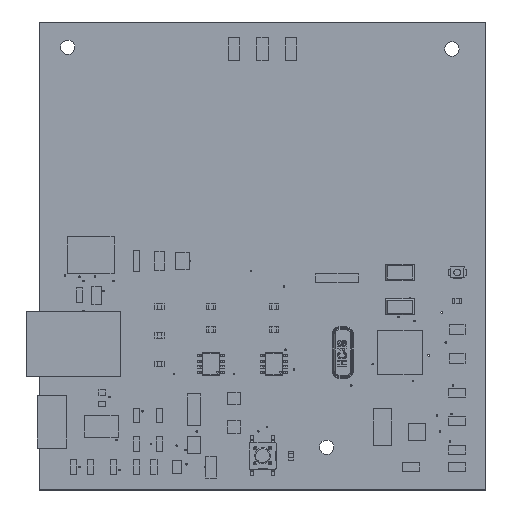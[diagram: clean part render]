
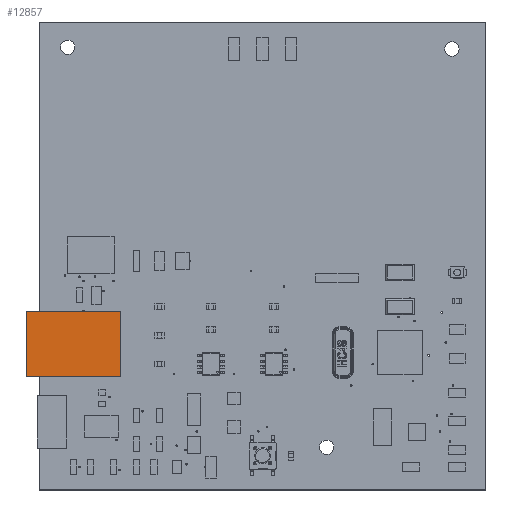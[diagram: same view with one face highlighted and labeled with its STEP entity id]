
A CAD part, top view. The second image highlights one B-rep face of the part: STEP entity #12857.
In plain terms, the highlighted planar face has unit normal (0, 0, 1).
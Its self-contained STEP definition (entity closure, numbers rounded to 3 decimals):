
#1221=PLANE('',#14220);
#1876=FACE_OUTER_BOUND('',#2722,.T.);
#2722=EDGE_LOOP('',(#11331,#11332,#11333,#11334));
#3868=LINE('',#22295,#5202);
#3869=LINE('',#22297,#5203);
#3870=LINE('',#22299,#5204);
#3871=LINE('',#22300,#5205);
#5202=VECTOR('',#17081,10.);
#5203=VECTOR('',#17082,10.);
#5204=VECTOR('',#17083,10.);
#5205=VECTOR('',#17084,10.);
#6756=VERTEX_POINT('',#22293);
#6757=VERTEX_POINT('',#22294);
#6758=VERTEX_POINT('',#22296);
#6759=VERTEX_POINT('',#22298);
#8320=EDGE_CURVE('',#6756,#6757,#3868,.T.);
#8321=EDGE_CURVE('',#6757,#6758,#3869,.T.);
#8322=EDGE_CURVE('',#6758,#6759,#3870,.T.);
#8323=EDGE_CURVE('',#6759,#6756,#3871,.T.);
#11331=ORIENTED_EDGE('',*,*,#8320,.T.);
#11332=ORIENTED_EDGE('',*,*,#8321,.T.);
#11333=ORIENTED_EDGE('',*,*,#8322,.T.);
#11334=ORIENTED_EDGE('',*,*,#8323,.T.);
#12857=ADVANCED_FACE('',(#1876),#1221,.T.);
#14220=AXIS2_PLACEMENT_3D('',#22292,#17079,#17080);
#17079=DIRECTION('center_axis',(0.,0.,1.));
#17080=DIRECTION('ref_axis',(1.,0.,0.));
#17081=DIRECTION('',(0.,1.,0.));
#17082=DIRECTION('',(-1.,0.,0.));
#17083=DIRECTION('',(0.,-1.,0.));
#17084=DIRECTION('',(1.,0.,0.));
#22292=CARTESIAN_POINT('Origin',(7.,-10.204,0.1));
#22293=CARTESIAN_POINT('',(14.3,-20.668,0.1));
#22294=CARTESIAN_POINT('',(14.3,0.26,0.1));
#22295=CARTESIAN_POINT('',(14.3,-10.204,0.1));
#22296=CARTESIAN_POINT('',(-0.3,0.26,0.1));
#22297=CARTESIAN_POINT('',(7.,0.26,0.1));
#22298=CARTESIAN_POINT('',(-0.3,-20.668,0.1));
#22299=CARTESIAN_POINT('',(-0.3,-10.204,0.1));
#22300=CARTESIAN_POINT('',(7.,-20.668,0.1));
